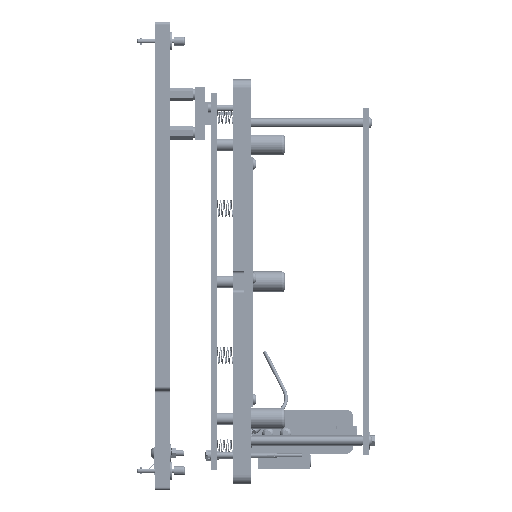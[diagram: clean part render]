
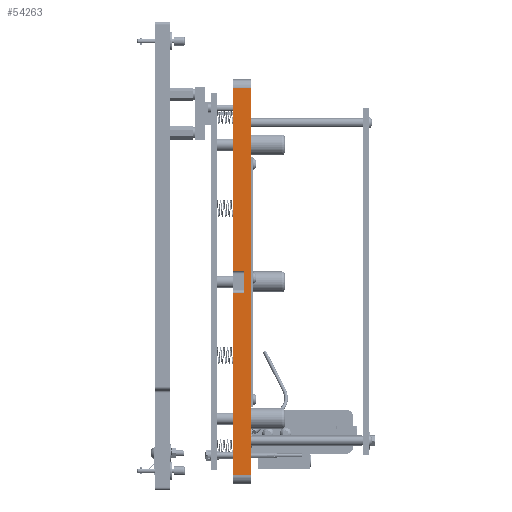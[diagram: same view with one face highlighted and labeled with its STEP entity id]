
A CAD part, left-side view. The second image highlights one B-rep face of the part: STEP entity #54263.
In plain terms, the highlighted planar face has unit normal (-1, 0, 0).
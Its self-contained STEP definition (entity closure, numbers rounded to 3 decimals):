
#2655 = VECTOR ( 'NONE', #12012, 1000. ) ;
#3361 = DIRECTION ( 'NONE',  ( 0., -1., 0. ) ) ;
#10082 = ORIENTED_EDGE ( 'NONE', *, *, #76848, .F. ) ;
#12012 = DIRECTION ( 'NONE',  ( 0., 0., 1. ) ) ;
#13557 = DIRECTION ( 'NONE',  ( 0., 0., 1. ) ) ;
#13706 = EDGE_CURVE ( 'NONE', #120008, #123756, #100146, .T. ) ;
#20061 = ORIENTED_EDGE ( 'NONE', *, *, #123520, .F. ) ;
#20617 = CARTESIAN_POINT ( 'NONE',  ( 0., 130., -7. ) ) ;
#21619 = VERTEX_POINT ( 'NONE', #107411 ) ;
#21660 = EDGE_LOOP ( 'NONE', ( #70053, #94634, #10082, #85779, #98803, #77703, #115538, #20061 ) ) ;
#22940 = VERTEX_POINT ( 'NONE', #105863 ) ;
#26144 = AXIS2_PLACEMENT_3D ( 'NONE', #46200, #76013, #113479 ) ;
#26616 = EDGE_CURVE ( 'NONE', #31871, #28108, #43394, .T. ) ;
#27631 = LINE ( 'NONE', #90441, #77282 ) ;
#28108 = VERTEX_POINT ( 'NONE', #48459 ) ;
#29277 = VECTOR ( 'NONE', #108862, 1000. ) ;
#31871 = VERTEX_POINT ( 'NONE', #38130 ) ;
#38130 = CARTESIAN_POINT ( 'NONE',  ( 0., 269., -12. ) ) ;
#41639 = CARTESIAN_POINT ( 'NONE',  ( 0., 145., -7. ) ) ;
#41906 = LINE ( 'NONE', #90143, #2655 ) ;
#43394 = LINE ( 'NONE', #73506, #65893 ) ;
#46200 = CARTESIAN_POINT ( 'NONE',  ( 0., 6., -12. ) ) ;
#47423 = PLANE ( 'NONE',  #26144 ) ;
#48459 = CARTESIAN_POINT ( 'NONE',  ( 0., 6., -12. ) ) ;
#49215 = DIRECTION ( 'NONE',  ( 0., 0., 1. ) ) ;
#54263 = ADVANCED_FACE ( 'NONE', ( #119064 ), #47423, .T. ) ;
#60121 = LINE ( 'NONE', #99295, #69188 ) ;
#62369 = CARTESIAN_POINT ( 'NONE',  ( 0., 6., 0. ) ) ;
#62791 = DIRECTION ( 'NONE',  ( 0., -1., 0. ) ) ;
#64757 = VECTOR ( 'NONE', #49215, 1000. ) ;
#65893 = VECTOR ( 'NONE', #122717, 1000. ) ;
#67590 = VERTEX_POINT ( 'NONE', #110942 ) ;
#68071 = VECTOR ( 'NONE', #62791, 1000. ) ;
#69188 = VECTOR ( 'NONE', #13557, 1000. ) ;
#69226 = LINE ( 'NONE', #20617, #64757 ) ;
#70053 = ORIENTED_EDGE ( 'NONE', *, *, #110754, .T. ) ;
#73506 = CARTESIAN_POINT ( 'NONE',  ( 0., 6., -12. ) ) ;
#76013 = DIRECTION ( 'NONE',  ( -1., 0., 0. ) ) ;
#76848 = EDGE_CURVE ( 'NONE', #31871, #94575, #60121, .T. ) ;
#77282 = VECTOR ( 'NONE', #3361, 1000. ) ;
#77703 = ORIENTED_EDGE ( 'NONE', *, *, #13706, .F. ) ;
#80400 = LINE ( 'NONE', #41639, #29277 ) ;
#85779 = ORIENTED_EDGE ( 'NONE', *, *, #26616, .T. ) ;
#87641 = EDGE_CURVE ( 'NONE', #28108, #123756, #41906, .T. ) ;
#90143 = CARTESIAN_POINT ( 'NONE',  ( 0., 6., -12. ) ) ;
#90441 = CARTESIAN_POINT ( 'NONE',  ( 0., 130., -7. ) ) ;
#94575 = VERTEX_POINT ( 'NONE', #113451 ) ;
#94634 = ORIENTED_EDGE ( 'NONE', *, *, #113476, .F. ) ;
#94886 = CARTESIAN_POINT ( 'NONE',  ( 0., 6., 0. ) ) ;
#98803 = ORIENTED_EDGE ( 'NONE', *, *, #87641, .T. ) ;
#99290 = CARTESIAN_POINT ( 'NONE',  ( 0., 130., 0. ) ) ;
#99295 = CARTESIAN_POINT ( 'NONE',  ( 0., 269., -12. ) ) ;
#99695 = LINE ( 'NONE', #62369, #68071 ) ;
#100146 = LINE ( 'NONE', #94886, #116711 ) ;
#100273 = DIRECTION ( 'NONE',  ( 0., -1., 0. ) ) ;
#105863 = CARTESIAN_POINT ( 'NONE',  ( 0., 130., -7. ) ) ;
#106327 = EDGE_CURVE ( 'NONE', #22940, #120008, #69226, .T. ) ;
#107411 = CARTESIAN_POINT ( 'NONE',  ( 0., 145., -7. ) ) ;
#108862 = DIRECTION ( 'NONE',  ( 0., 0., 1. ) ) ;
#110754 = EDGE_CURVE ( 'NONE', #21619, #67590, #80400, .T. ) ;
#110942 = CARTESIAN_POINT ( 'NONE',  ( 0., 145., 0. ) ) ;
#113451 = CARTESIAN_POINT ( 'NONE',  ( 0., 269., 0. ) ) ;
#113476 = EDGE_CURVE ( 'NONE', #94575, #67590, #99695, .T. ) ;
#113479 = DIRECTION ( 'NONE',  ( 0., 0., 1. ) ) ;
#115538 = ORIENTED_EDGE ( 'NONE', *, *, #106327, .F. ) ;
#116711 = VECTOR ( 'NONE', #100273, 1000. ) ;
#119064 = FACE_OUTER_BOUND ( 'NONE', #21660, .T. ) ;
#120008 = VERTEX_POINT ( 'NONE', #99290 ) ;
#122717 = DIRECTION ( 'NONE',  ( 0., -1., 0. ) ) ;
#123520 = EDGE_CURVE ( 'NONE', #21619, #22940, #27631, .T. ) ;
#123641 = CARTESIAN_POINT ( 'NONE',  ( 0., 6., 0. ) ) ;
#123756 = VERTEX_POINT ( 'NONE', #123641 ) ;
